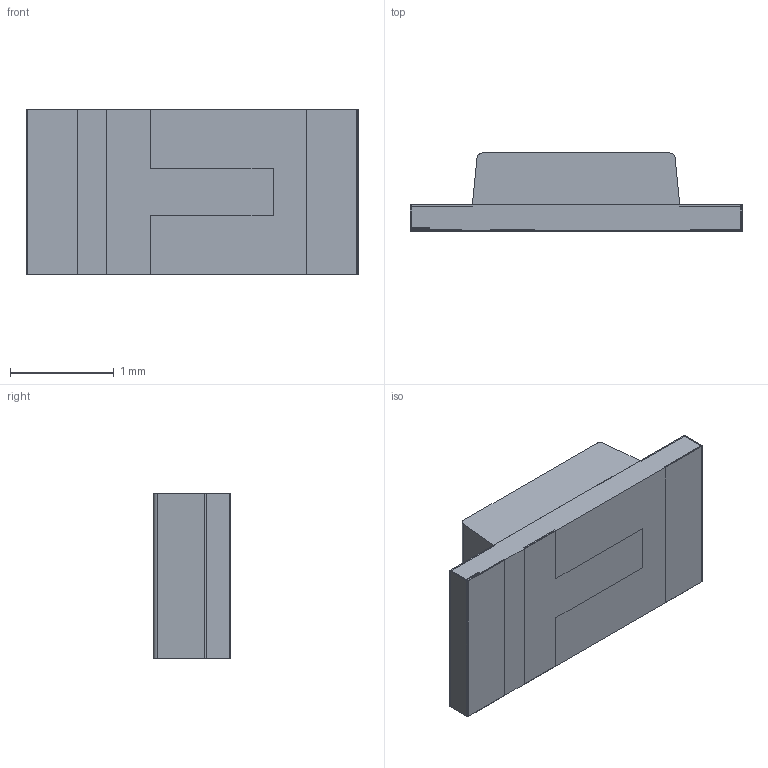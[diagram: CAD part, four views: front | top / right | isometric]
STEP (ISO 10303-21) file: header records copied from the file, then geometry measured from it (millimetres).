
FILE_DESCRIPTION (( 'STEP AP214' ), '1' );
FILE_NAME ('APT3216.STEP', '2008-09-05T17:37:25', ( '' ), ( '' ), 'SwSTEP 2.0', 'SolidWorks 2008', '' );
FILE_SCHEMA (( 'AUTOMOTIVE_DESIGN' ));
Length unit declared in the file: millimetre
Products named in the file (1): APT3216
Bounding box: 3.2 x 0.75 x 1.6 mm (x, y, z)
Volume: 2.9 mm3; surface area: 33.8 mm2
Topology: 9 solids, 9 shells, 343 faces, 891 edges, 594 vertices
Faces by surface type: plane 225, bspline 116, cylinder 2
Entity records: 19713 total; most frequent: CARTESIAN_POINT 8217, ORIENTED_EDGE 1782, DIRECTION 1119, EDGE_CURVE 891, VECTOR 655, LINE 655, VERTEX_POINT 594, EDGE_LOOP 371
